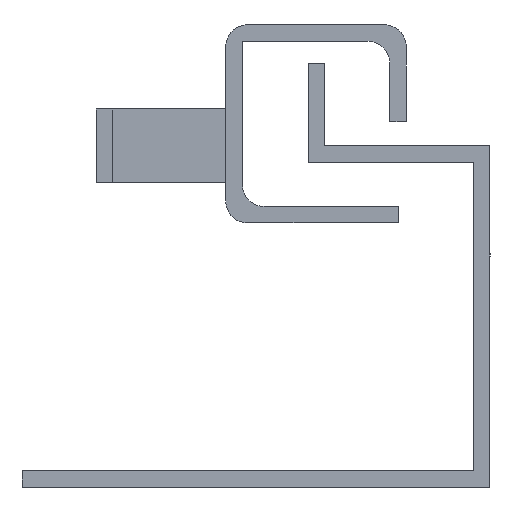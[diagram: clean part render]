
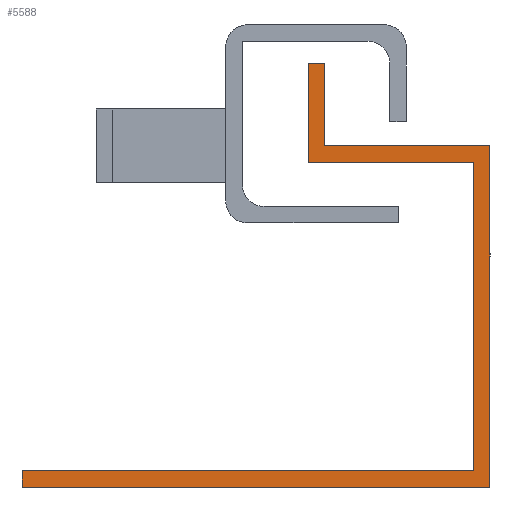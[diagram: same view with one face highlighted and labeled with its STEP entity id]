
A CAD part, left-side view. The second image highlights one B-rep face of the part: STEP entity #5588.
In plain terms, the highlighted planar face has unit normal (-1, 0, 0).
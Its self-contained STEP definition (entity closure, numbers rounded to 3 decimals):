
#16 = CARTESIAN_POINT ( 'NONE',  ( 0., 16.5, 38.5 ) ) ;
#43 = VERTEX_POINT ( 'NONE', #3153 ) ;
#52 = CARTESIAN_POINT ( 'NONE',  ( 0., 15., 38.5 ) ) ;
#179 = CARTESIAN_POINT ( 'NONE',  ( 0., 16.5, 38.5 ) ) ;
#349 = LINE ( 'NONE', #5565, #4927 ) ;
#352 = VERTEX_POINT ( 'NONE', #6429 ) ;
#432 = ORIENTED_EDGE ( 'NONE', *, *, #1871, .F. ) ;
#604 = VECTOR ( 'NONE', #6550, 1000. ) ;
#829 = DIRECTION ( 'NONE',  ( 0., -1., 0. ) ) ;
#895 = EDGE_CURVE ( 'NONE', #352, #4636, #2883, .T. ) ;
#933 = EDGE_CURVE ( 'NONE', #3233, #6101, #2324, .T. ) ;
#1110 = CARTESIAN_POINT ( 'NONE',  ( 0., 0., 0. ) ) ;
#1225 = ORIENTED_EDGE ( 'NONE', *, *, #4879, .F. ) ;
#1251 = VECTOR ( 'NONE', #5930, 1000. ) ;
#1379 = LINE ( 'NONE', #2874, #3794 ) ;
#1688 = CARTESIAN_POINT ( 'NONE',  ( 0., 1.5, 29.5 ) ) ;
#1726 = VECTOR ( 'NONE', #6229, 1000. ) ;
#1738 = ORIENTED_EDGE ( 'NONE', *, *, #933, .F. ) ;
#1792 = LINE ( 'NONE', #4248, #3753 ) ;
#1842 = VERTEX_POINT ( 'NONE', #2595 ) ;
#1858 = CARTESIAN_POINT ( 'NONE',  ( 0., 1.5, 29.5 ) ) ;
#1871 = EDGE_CURVE ( 'NONE', #4636, #3402, #3623, .T. ) ;
#2228 = DIRECTION ( 'NONE',  ( 0., -1., 0. ) ) ;
#2285 = EDGE_CURVE ( 'NONE', #1842, #4926, #4497, .T. ) ;
#2288 = DIRECTION ( 'NONE',  ( 0., 0., 1. ) ) ;
#2324 = LINE ( 'NONE', #2359, #6060 ) ;
#2354 = ORIENTED_EDGE ( 'NONE', *, *, #2385, .F. ) ;
#2359 = CARTESIAN_POINT ( 'NONE',  ( 0., 42.5, 0. ) ) ;
#2385 = EDGE_CURVE ( 'NONE', #3402, #43, #5548, .T. ) ;
#2394 = DIRECTION ( 'NONE',  ( 0., 0., -1. ) ) ;
#2500 = CARTESIAN_POINT ( 'NONE',  ( 0., 1.5, 1.5 ) ) ;
#2595 = CARTESIAN_POINT ( 'NONE',  ( 0., 1.5, 1.5 ) ) ;
#2722 = EDGE_LOOP ( 'NONE', ( #3916, #2354, #432, #2951, #6617, #5942, #4601, #1738, #4563, #1225 ) ) ;
#2726 = VECTOR ( 'NONE', #4526, 1000. ) ;
#2874 = CARTESIAN_POINT ( 'NONE',  ( 0., 42.5, 1.5 ) ) ;
#2883 = LINE ( 'NONE', #6505, #1251 ) ;
#2929 = VERTEX_POINT ( 'NONE', #5454 ) ;
#2951 = ORIENTED_EDGE ( 'NONE', *, *, #895, .F. ) ;
#2967 = CARTESIAN_POINT ( 'NONE',  ( 0., 0., 0. ) ) ;
#2993 = FACE_OUTER_BOUND ( 'NONE', #2722, .T. ) ;
#3136 = DIRECTION ( 'NONE',  ( 0., 1., 0. ) ) ;
#3143 = LINE ( 'NONE', #1688, #1726 ) ;
#3153 = CARTESIAN_POINT ( 'NONE',  ( 0., 15., 31. ) ) ;
#3233 = VERTEX_POINT ( 'NONE', #5884 ) ;
#3402 = VERTEX_POINT ( 'NONE', #4334 ) ;
#3478 = AXIS2_PLACEMENT_3D ( 'NONE', #2967, #5028, #3992 ) ;
#3623 = LINE ( 'NONE', #179, #4098 ) ;
#3740 = CARTESIAN_POINT ( 'NONE',  ( 0., 42.5, 1.5 ) ) ;
#3753 = VECTOR ( 'NONE', #829, 1000. ) ;
#3794 = VECTOR ( 'NONE', #4433, 1000. ) ;
#3916 = ORIENTED_EDGE ( 'NONE', *, *, #4722, .F. ) ;
#3992 = DIRECTION ( 'NONE',  ( 0., 0., -1. ) ) ;
#4098 = VECTOR ( 'NONE', #2228, 1000. ) ;
#4206 = EDGE_CURVE ( 'NONE', #4926, #352, #3143, .T. ) ;
#4248 = CARTESIAN_POINT ( 'NONE',  ( 0., 15., 31. ) ) ;
#4334 = CARTESIAN_POINT ( 'NONE',  ( 0., 15., 38.5 ) ) ;
#4433 = DIRECTION ( 'NONE',  ( 0., -1., 0. ) ) ;
#4497 = LINE ( 'NONE', #2500, #2726 ) ;
#4526 = DIRECTION ( 'NONE',  ( 0., 0., 1. ) ) ;
#4563 = ORIENTED_EDGE ( 'NONE', *, *, #6496, .F. ) ;
#4601 = ORIENTED_EDGE ( 'NONE', *, *, #5458, .F. ) ;
#4636 = VERTEX_POINT ( 'NONE', #16 ) ;
#4722 = EDGE_CURVE ( 'NONE', #43, #5226, #1792, .T. ) ;
#4879 = EDGE_CURVE ( 'NONE', #5226, #2929, #349, .T. ) ;
#4926 = VERTEX_POINT ( 'NONE', #1858 ) ;
#4927 = VECTOR ( 'NONE', #2394, 1000. ) ;
#5028 = DIRECTION ( 'NONE',  ( 1., 0., 0. ) ) ;
#5226 = VERTEX_POINT ( 'NONE', #5944 ) ;
#5454 = CARTESIAN_POINT ( 'NONE',  ( 0., 0., 0. ) ) ;
#5458 = EDGE_CURVE ( 'NONE', #6101, #1842, #1379, .T. ) ;
#5548 = LINE ( 'NONE', #52, #604 ) ;
#5565 = CARTESIAN_POINT ( 'NONE',  ( 0., 0., 31. ) ) ;
#5588 = ADVANCED_FACE ( 'NONE', ( #2993 ), #6115, .F. ) ;
#5844 = VECTOR ( 'NONE', #3136, 1000. ) ;
#5884 = CARTESIAN_POINT ( 'NONE',  ( 0., 42.5, 0. ) ) ;
#5930 = DIRECTION ( 'NONE',  ( 0., 0., 1. ) ) ;
#5942 = ORIENTED_EDGE ( 'NONE', *, *, #2285, .F. ) ;
#5944 = CARTESIAN_POINT ( 'NONE',  ( 0., 0., 31. ) ) ;
#6060 = VECTOR ( 'NONE', #2288, 1000. ) ;
#6094 = LINE ( 'NONE', #1110, #5844 ) ;
#6101 = VERTEX_POINT ( 'NONE', #3740 ) ;
#6115 = PLANE ( 'NONE',  #3478 ) ;
#6229 = DIRECTION ( 'NONE',  ( 0., 1., 0. ) ) ;
#6429 = CARTESIAN_POINT ( 'NONE',  ( 0., 16.5, 29.5 ) ) ;
#6496 = EDGE_CURVE ( 'NONE', #2929, #3233, #6094, .T. ) ;
#6505 = CARTESIAN_POINT ( 'NONE',  ( 0., 16.5, 29.5 ) ) ;
#6550 = DIRECTION ( 'NONE',  ( 0., 0., -1. ) ) ;
#6617 = ORIENTED_EDGE ( 'NONE', *, *, #4206, .F. ) ;
